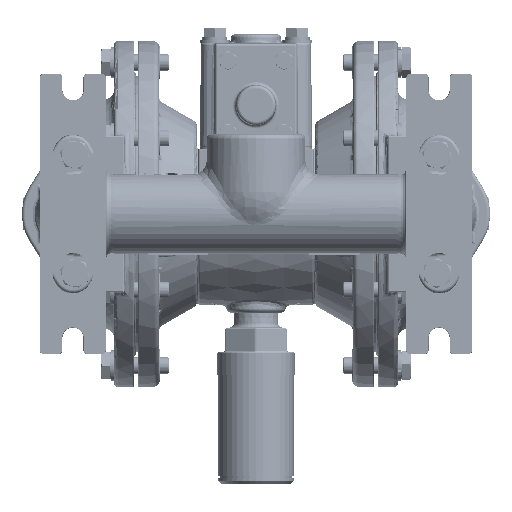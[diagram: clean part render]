
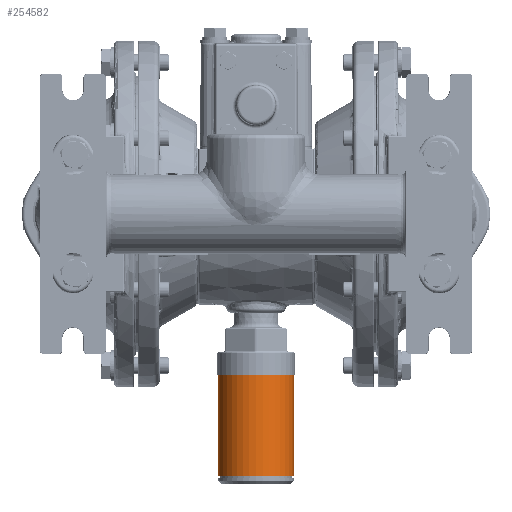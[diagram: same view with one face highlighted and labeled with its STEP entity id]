
A CAD part, front view. The second image highlights one B-rep face of the part: STEP entity #254582.
In plain terms, the highlighted cylindrical face has radius 23 mm (diameter 46 mm), a partial arc.
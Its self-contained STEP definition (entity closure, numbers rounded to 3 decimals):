
#17197 = LINE ( 'NONE', #193075, #196259 ) ;
#17572 = ORIENTED_EDGE ( 'NONE', *, *, #124990, .T. ) ;
#24992 = VERTEX_POINT ( 'NONE', #25745 ) ;
#25745 = CARTESIAN_POINT ( 'NONE',  ( 23., 0., -138. ) ) ;
#27068 = VECTOR ( 'NONE', #105793, 1000. ) ;
#30369 = CARTESIAN_POINT ( 'NONE',  ( -23., 0., -138. ) ) ;
#32236 = EDGE_CURVE ( 'NONE', #24992, #221074, #201072, .T. ) ;
#52017 = AXIS2_PLACEMENT_3D ( 'NONE', #141072, #248940, #246126 ) ;
#54549 = FACE_OUTER_BOUND ( 'NONE', #218995, .T. ) ;
#77098 = AXIS2_PLACEMENT_3D ( 'NONE', #123451, #212831, #211440 ) ;
#90083 = CARTESIAN_POINT ( 'NONE',  ( 23., 0., -200.5 ) ) ;
#105793 = DIRECTION ( 'NONE',  ( 0., 0., -1. ) ) ;
#123451 = CARTESIAN_POINT ( 'NONE',  ( 0., 0., -199.3 ) ) ;
#124990 = EDGE_CURVE ( 'NONE', #221074, #161553, #17197, .T. ) ;
#126886 = CIRCLE ( 'NONE', #77098, 23. ) ;
#140859 = DIRECTION ( 'NONE',  ( -1., 0., 0. ) ) ;
#141072 = CARTESIAN_POINT ( 'NONE',  ( 0., 0., -200.5 ) ) ;
#141611 = ORIENTED_EDGE ( 'NONE', *, *, #236822, .F. ) ;
#161553 = VERTEX_POINT ( 'NONE', #215640 ) ;
#162407 = CYLINDRICAL_SURFACE ( 'NONE', #52017, 23. ) ;
#171447 = VERTEX_POINT ( 'NONE', #231495 ) ;
#193075 = CARTESIAN_POINT ( 'NONE',  ( -23., 0., -200.5 ) ) ;
#196259 = VECTOR ( 'NONE', #279600, 1000. ) ;
#201072 = CIRCLE ( 'NONE', #255376, 23. ) ;
#201951 = CARTESIAN_POINT ( 'NONE',  ( 0., 0., -138. ) ) ;
#211440 = DIRECTION ( 'NONE',  ( -1., 0., 0. ) ) ;
#212831 = DIRECTION ( 'NONE',  ( 0., 0., -1. ) ) ;
#215640 = CARTESIAN_POINT ( 'NONE',  ( -23., 0., -199.3 ) ) ;
#218995 = EDGE_LOOP ( 'NONE', ( #141611, #224971, #17572, #280670 ) ) ;
#221074 = VERTEX_POINT ( 'NONE', #30369 ) ;
#224971 = ORIENTED_EDGE ( 'NONE', *, *, #32236, .T. ) ;
#231495 = CARTESIAN_POINT ( 'NONE',  ( 23., 0., -199.3 ) ) ;
#234852 = EDGE_CURVE ( 'NONE', #171447, #161553, #126886, .T. ) ;
#236822 = EDGE_CURVE ( 'NONE', #24992, #171447, #237737, .T. ) ;
#237737 = LINE ( 'NONE', #90083, #27068 ) ;
#246126 = DIRECTION ( 'NONE',  ( -1., 0., 0. ) ) ;
#248940 = DIRECTION ( 'NONE',  ( 0., 0., -1. ) ) ;
#251499 = DIRECTION ( 'NONE',  ( 0., 0., -1. ) ) ;
#254582 = ADVANCED_FACE ( 'NONE', ( #54549 ), #162407, .T. ) ;
#255376 = AXIS2_PLACEMENT_3D ( 'NONE', #201951, #251499, #140859 ) ;
#279600 = DIRECTION ( 'NONE',  ( 0., 0., -1. ) ) ;
#280670 = ORIENTED_EDGE ( 'NONE', *, *, #234852, .F. ) ;
